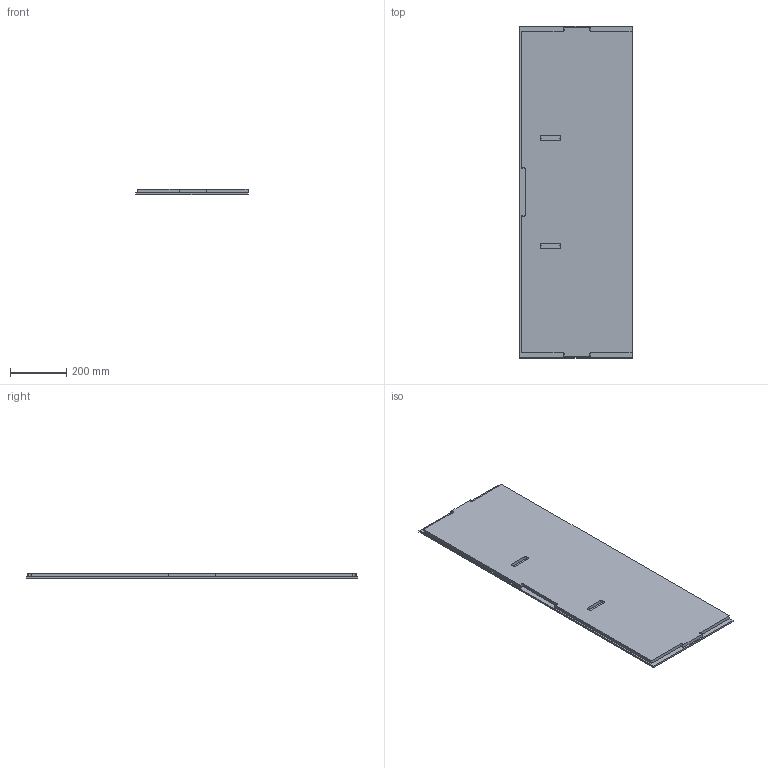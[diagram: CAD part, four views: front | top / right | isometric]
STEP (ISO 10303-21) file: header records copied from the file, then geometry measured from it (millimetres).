
FILE_DESCRIPTION(('CATIA V5 STEP Exchange'),'2;1');
FILE_NAME('BSF_V1_top.stp','2018-11-01T10:44:09+00:00',('none'),('none'),'CATIA Version 5 Release 20 GA (IN-10)','CATIA V5 STEP AP203','none');
FILE_SCHEMA(('CONFIG_CONTROL_DESIGN'));
Length unit declared in the file: millimetre
Products named in the file (1): BSF_V1.0_Top
Bounding box: 400 x 1185 x 18 mm (x, y, z)
Volume: 8244730.8 mm3; surface area: 1009718.3 mm2
Topology: 1 solids, 1 shells, 46 faces, 126 edges, 84 vertices
Faces by surface type: plane 32, cylinder 14
Entity records: 1427 total; most frequent: ORIENTED_EDGE 252, CARTESIAN_POINT 248, DIRECTION 200, EDGE_CURVE 126, VECTOR 98, LINE 98, VERTEX_POINT 84, AXIS2_PLACEMENT_3D 66
